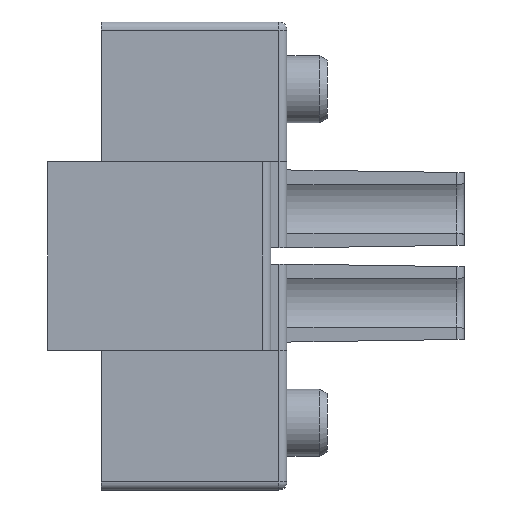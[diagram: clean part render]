
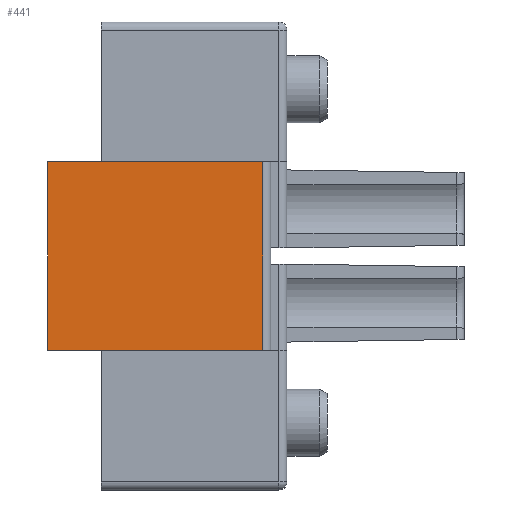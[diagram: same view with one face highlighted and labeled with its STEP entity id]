
A CAD part, front view. The second image highlights one B-rep face of the part: STEP entity #441.
In plain terms, the highlighted planar face has unit normal (0, -1, 0).
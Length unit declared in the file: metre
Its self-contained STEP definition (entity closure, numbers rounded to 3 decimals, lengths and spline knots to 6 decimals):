
#441=ADVANCED_FACE('',(#999),#1000,.T.);
#999=FACE_OUTER_BOUND('',#1676,.T.);
#1000=PLANE('',#1677);
#1676=EDGE_LOOP('',(#2953,#2954,#2955,#2956));
#1677=AXIS2_PLACEMENT_3D('',#2957,#2958,#2959);
#2953=ORIENTED_EDGE('',*,*,#4365,.F.);
#2954=ORIENTED_EDGE('',*,*,#4388,.F.);
#2955=ORIENTED_EDGE('',*,*,#4359,.T.);
#2956=ORIENTED_EDGE('',*,*,#4389,.T.);
#2957=CARTESIAN_POINT('',(0.21085,0.019524,-0.0032));
#2958=DIRECTION('',(0.,-1.0,0.));
#2959=DIRECTION('',(0.0,0.,-1.0));
#4359=EDGE_CURVE('',#5354,#5355,#5356,.T.);
#4365=EDGE_CURVE('',#5363,#5365,#5366,.T.);
#4388=EDGE_CURVE('',#5354,#5363,#5398,.T.);
#4389=EDGE_CURVE('',#5355,#5365,#5399,.T.);
#5354=VERTEX_POINT('',#6858);
#5355=VERTEX_POINT('',#6859);
#5356=LINE('',#6860,#6861);
#5363=VERTEX_POINT('',#6871);
#5365=VERTEX_POINT('',#6873);
#5366=LINE('',#6874,#6875);
#5398=LINE('',#6923,#6924);
#5399=LINE('',#6925,#6926);
#6858=CARTESIAN_POINT('',(0.20285,0.019524,-0.0067));
#6859=CARTESIAN_POINT('',(0.20285,0.019524,-0.0137));
#6860=CARTESIAN_POINT('',(0.20285,0.019524,-0.0032));
#6861=VECTOR('',#7832,1.0);
#6871=CARTESIAN_POINT('',(0.21085,0.019524,-0.0067));
#6873=CARTESIAN_POINT('',(0.21085,0.019524,-0.0137));
#6874=CARTESIAN_POINT('',(0.21085,0.019524,-0.0032));
#6875=VECTOR('',#7839,1.0);
#6923=CARTESIAN_POINT('',(0.21805,0.019524,-0.0067));
#6924=VECTOR('',#7865,1.0);
#6925=CARTESIAN_POINT('',(0.21805,0.019524,-0.0137));
#6926=VECTOR('',#7866,1.0);
#7832=DIRECTION('',(0.,0.,-1.0));
#7839=DIRECTION('',(0.,0.,-1.0));
#7865=DIRECTION('',(1.0,0.,0.));
#7866=DIRECTION('',(1.0,0.,0.));
